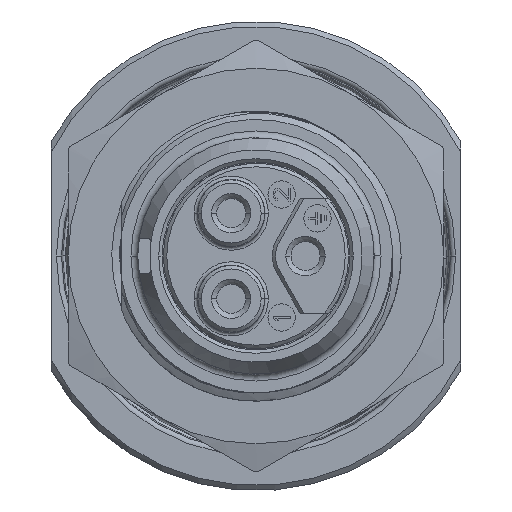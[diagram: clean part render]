
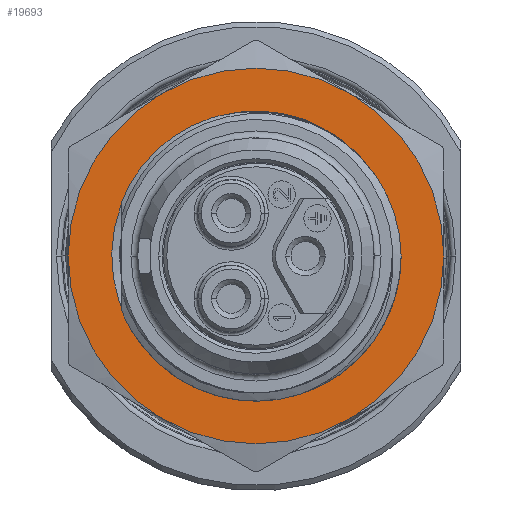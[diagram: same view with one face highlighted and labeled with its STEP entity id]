
A CAD part, left-side view. The second image highlights one B-rep face of the part: STEP entity #19693.
In plain terms, the highlighted planar face has unit normal (-1, 0, 0).
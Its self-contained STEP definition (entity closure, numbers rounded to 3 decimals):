
#1117=DIRECTION('',(0.,0.,1.));
#1118=VECTOR('',#1117,0.138);
#1119=CARTESIAN_POINT('',(11.5,7.9,2.999));
#1120=LINE('1442',#1119,#1118);
#5242=CARTESIAN_POINT('',(11.5,2.627,8.084));
#5243=CARTESIAN_POINT('',(11.5,2.54,8.109));
#5244=CARTESIAN_POINT('',(11.5,2.366,8.157));
#5245=CARTESIAN_POINT('',(11.5,2.19,8.198));
#5246=CARTESIAN_POINT('',(11.5,2.102,8.218));
#5291=CARTESIAN_POINT('',(11.5,0.,0.));
#5292=DIRECTION('',(1.,0.,0.));
#5293=DIRECTION('',(0.,0.929,0.369));
#5294=AXIS2_PLACEMENT_3D('',#5291,#5292,#5293);
#5312=CARTESIAN_POINT('',(11.5,0.,0.));
#5313=DIRECTION('',(1.,0.,0.));
#5314=DIRECTION('',(0.,-0.5,0.866));
#5315=AXIS2_PLACEMENT_3D('',#5312,#5313,#5314);
#5317=CARTESIAN_POINT('',(11.5,0.,0.));
#5318=DIRECTION('',(1.,0.,0.));
#5319=DIRECTION('',(0.,-1.,0.));
#5320=AXIS2_PLACEMENT_3D('',#5317,#5318,#5319);
#5322=CARTESIAN_POINT('',(11.5,0.,0.));
#5323=DIRECTION('',(-1.,0.,0.));
#5324=DIRECTION('',(0.,1.,0.));
#5325=AXIS2_PLACEMENT_3D('',#5322,#5323,#5324);
#5327=CARTESIAN_POINT('',(11.5,0.,0.));
#5328=DIRECTION('',(-1.,0.,0.));
#5329=DIRECTION('',(0.,0.5,0.866));
#5330=AXIS2_PLACEMENT_3D('',#5327,#5328,#5329);
#5332=CARTESIAN_POINT('',(11.5,2.102,8.218));
#5333=CARTESIAN_POINT('',(11.5,1.918,8.262));
#5334=CARTESIAN_POINT('',(11.5,1.553,8.337));
#5335=CARTESIAN_POINT('',(11.5,1.003,8.41));
#5336=CARTESIAN_POINT('',(11.5,0.659,8.431));
#5337=CARTESIAN_POINT('',(11.5,0.491,8.436));
#5355=CARTESIAN_POINT('',(11.5,-5.5,9.526));
#5357=CARTESIAN_POINT('',(11.5,0.,0.));
#5358=DIRECTION('',(-1.,0.,0.));
#5359=DIRECTION('',(0.,-0.5,0.866));
#5360=AXIS2_PLACEMENT_3D('',#5357,#5358,#5359);
#5615=CARTESIAN_POINT('',(11.5,5.5,-9.526));
#5617=CARTESIAN_POINT('',(11.5,0.,0.));
#5618=DIRECTION('',(-1.,0.,0.));
#5619=DIRECTION('',(0.,0.5,-0.866));
#5620=AXIS2_PLACEMENT_3D('',#5617,#5618,#5619);
#5664=CARTESIAN_POINT('',(11.5,-5.5,-9.526));
#5708=CARTESIAN_POINT('',(11.5,-11.,0.));
#7600=CARTESIAN_POINT('',(11.5,11.,0.));
#7644=CARTESIAN_POINT('',(11.5,5.5,9.526));
#7716=CARTESIAN_POINT('',(11.5,0.,0.));
#7717=DIRECTION('',(1.,0.,0.));
#7718=DIRECTION('',(0.,0.058,0.998));
#7719=AXIS2_PLACEMENT_3D('',#7716,#7717,#7718);
#12054=VERTEX_POINT('',#5355);
#12057=VERTEX_POINT('',#5708);
#12060=VERTEX_POINT('',#5664);
#12072=VERTEX_POINT('',#5615);
#12075=VERTEX_POINT('',#7600);
#12078=VERTEX_POINT('',#7644);
#12088=CARTESIAN_POINT('',(11.5,7.9,3.137));
#12089=CARTESIAN_POINT('',(11.5,2.627,8.084));
#12090=VERTEX_POINT('',#12088);
#12091=VERTEX_POINT('',#12089);
#12094=VERTEX_POINT('',#5246);
#12102=CARTESIAN_POINT('',(11.5,7.9,2.999));
#12103=VERTEX_POINT('',#12102);
#12124=VERTEX_POINT('',#5337);
#19665=CARTESIAN_POINT('',(11.5,0.,0.));
#19666=DIRECTION('',(1.,0.,0.));
#19667=DIRECTION('',(0.,0.,-1.));
#19668=AXIS2_PLACEMENT_3D('',#19665,#19666,#19667);
#19669=PLANE('340',#19668);
#19671=ORIENTED_EDGE('1399',*,*,#19670,.F.);
#19673=ORIENTED_EDGE('1390',*,*,#19672,.T.);
#19675=ORIENTED_EDGE('1391',*,*,#19674,.T.);
#19677=ORIENTED_EDGE('1398',*,*,#19676,.F.);
#19679=ORIENTED_EDGE('1395',*,*,#19678,.F.);
#19681=ORIENTED_EDGE('1394',*,*,#19680,.F.);
#19682=EDGE_LOOP('340',(#19671,#19673,#19675,#19677,#19679,#19681));
#19683=FACE_OUTER_BOUND('340',#19682,.F.);
#19684=ORIENTED_EDGE('1428',*,*,#19658,.F.);
#19685=ORIENTED_EDGE('1442',*,*,#15231,.F.);
#19687=ORIENTED_EDGE('1570',*,*,#19686,.F.);
#19689=ORIENTED_EDGE('1550',*,*,#19688,.F.);
#19690=ORIENTED_EDGE('1430',*,*,#19646,.F.);
#19691=EDGE_LOOP('340',(#19684,#19685,#19687,#19689,#19690));
#19692=FACE_BOUND('340',#19691,.F.);
#5247=B_SPLINE_CURVE_WITH_KNOTS('1430',3,(#5242,#5243,#5244,#5245,#5246),
.UNSPECIFIED.,.F.,.F.,(4,1,4),(0.,0.5,1.),.UNSPECIFIED.);
#5295=CIRCLE('1428',#5294,8.5);
#5316=CIRCLE('1390',#5315,11.);
#5321=CIRCLE('1391',#5320,11.);
#5326=CIRCLE('1395',#5325,11.);
#5331=CIRCLE('1394',#5330,11.);
#5338=B_SPLINE_CURVE_WITH_KNOTS('1550',3,(#5332,#5333,#5334,#5335,#5336,#5337),
.UNSPECIFIED.,.F.,.F.,(4,1,1,4),(0.,0.333,0.667,1.),
.UNSPECIFIED.);
#5361=CIRCLE('1399',#5360,11.);
#5621=CIRCLE('1398',#5620,11.);
#7720=CIRCLE('1570',#7719,8.45);
#15231=EDGE_CURVE('1442',#12103,#12090,#1120,.T.);
#19646=EDGE_CURVE('1430',#12091,#12094,#5247,.T.);
#19658=EDGE_CURVE('1428',#12090,#12091,#5295,.T.);
#19670=EDGE_CURVE('1399',#12054,#12078,#5361,.T.);
#19672=EDGE_CURVE('1390',#12054,#12057,#5316,.T.);
#19674=EDGE_CURVE('1391',#12057,#12060,#5321,.T.);
#19676=EDGE_CURVE('1398',#12072,#12060,#5621,.T.);
#19678=EDGE_CURVE('1395',#12075,#12072,#5326,.T.);
#19680=EDGE_CURVE('1394',#12078,#12075,#5331,.T.);
#19686=EDGE_CURVE('1570',#12124,#12103,#7720,.T.);
#19688=EDGE_CURVE('1550',#12094,#12124,#5338,.T.);
#19693=ADVANCED_FACE('340',(#19683,#19692),#19669,.F.);
